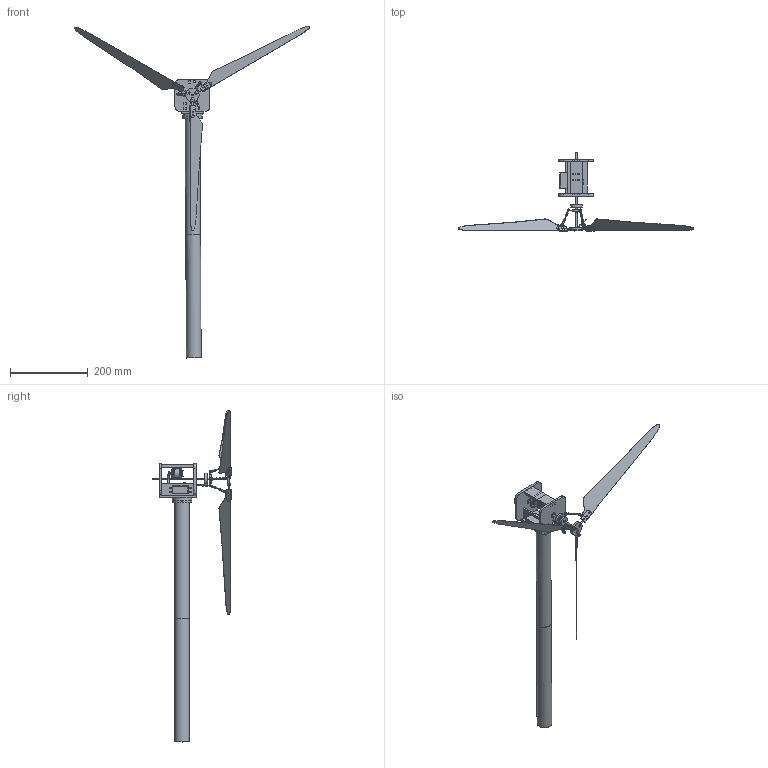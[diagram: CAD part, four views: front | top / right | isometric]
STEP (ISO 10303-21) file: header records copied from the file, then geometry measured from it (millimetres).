
FILE_DESCRIPTION(/* description */ (''),/* implementation_level */ '2;1');
FILE_NAME(/* name */ 'Assembly v159.step',/* time_stamp */ '2020-04-16T18:28:01+02:00',/* author */ (''),/* organization */ (''),/* preprocessor_version */ 'ST-DEVELOPER v18',/* originating_system */ 'Autodesk Translation Framework v8.12.0.6',/* authorisation */ '');
FILE_SCHEMA (('AUTOMOTIVE_DESIGN { 1 0 10303 214 3 1 1 }'));
Length unit declared in the file: millimetre
Products named in the file (53): Assembly; 4mmBearing; MainShaft; 4mmBearing_1; 4mmBearing_2; 6mmBearing; BrassTube; Spacer; Generator_Gear_large(21 teeth); Generator; Generator_1; Generator_gear_small(10 teeth); Servo; Rotor_mount; Blade_mount; Blade_mount_1; Blade_mount_2; Component1; Component2; Component3; Component4; Component5; Component6; Component7; Component8; Component9; Blade; BallJoint; BallJoint_1; BallJoint_2; BallJoint_3; BallJoint_4; BallJoint_5; Rotor_Bearing_mount; Blade_Shaft_Retention_Ring; 3mmBearing; 20mmRod; Swash_Plate_Stationary_Mount; BallJoint_6; Component1_1 ...
Assembly tree (94 placements, depth 3):
  Assembly
    4mmBearing
      4mmBearing_2
    MainShaft
    4mmBearing_1
      4mmBearing_2
    6mmBearing
    BrassTube
    Spacer
    Generator_Gear_large(21 teeth)
    Generator
      Generator_1
    Generator_gear_small(10 teeth)
    Servo
    Rotor_mount
    Blade_mount
      Component1
      Component2
      Component3
      Component4
      Component5
      Component6
      Component7
      Component8
      Component9
    Blade_mount_1
      Component1
      Component2
      Component3
      Component4
      Component5
      Component6
      Component7
      Component8
      Component9
    Blade_mount_2
      Component1
      Component2
      Component3
      Component4
      Component5
      Component6
      Component7
      Component8
      Component9
    Blade  x3
    BallJoint
      Component1_1
      Component2_1
    BallJoint_1
      Component1_1
      Component2_1
    BallJoint_2
      Component1_1
      Component2_1
    BallJoint_3
      Component1_1
      Component2_1
    BallJoint_4
      Component1_1
Bounding box: 607.92 x 203.95 x 856.82 mm (x, y, z)
Volume: 340220.1 mm3; surface area: 308261.8 mm2
Topology: 85 solids, 85 shells, 1319 faces, 3294 edges, 2168 vertices
Faces by surface type: plane 677, cylinder 422, bspline 89, torus 85, cone 32, sphere 14
Full cylindrical faces by diameter (mm): 1.8 x6, 2 x38, 2.1 x3, 3 x23, 3.06 x3, 4 x12, 4.5 x4, 5 x4, 5.437 x1, 5.8 x1, 5.994 x1, 6 x5, 6.5 x6, 6.555 x4, 6.765 x4, 7 x1, 8.539 x2, 8.7 x1, 9 x1, 10.496 x4, 10.69 x4, 13 x3, 13.1 x1, 16.243 x2, 18.999 x1, 19 x1, 19.1 x1, 22 x1, 24.003 x1, 30 x1
Entity records: 49000 total; most frequent: CARTESIAN_POINT 24564, DIRECTION 4887, ORIENTED_EDGE 4748, EDGE_CURVE 2374, AXIS2_PLACEMENT_3D 1708, VERTEX_POINT 1572, LINE 1471, VECTOR 1471
